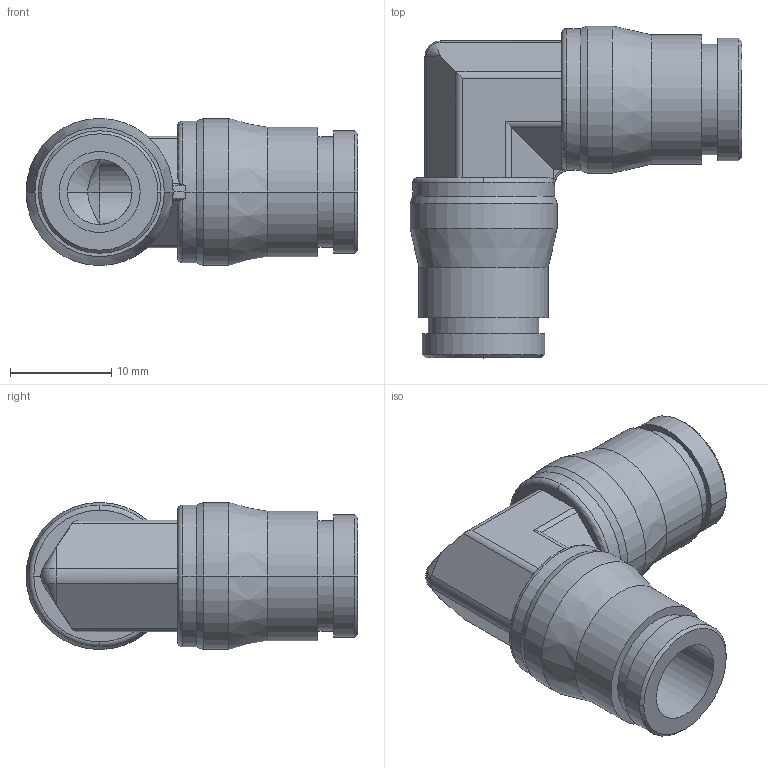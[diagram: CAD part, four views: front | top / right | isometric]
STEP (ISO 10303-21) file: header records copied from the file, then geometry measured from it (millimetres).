
FILE_DESCRIPTION(('STEP AP214'),'1');
FILE_NAME('3802_08_00.stp','2016-07-07T14:26:38',('TraceParts'),('TraceParts S.A.'),'Spatial InterOp 3D',' ',' ');
FILE_SCHEMA(('automotive_design'));
Length unit declared in the file: millimetre
Products named in the file (1): 1
Bounding box: 32.77 x 32.77 x 14.53 mm (x, y, z)
Volume: 4085.1 mm3; surface area: 3559.6 mm2
Topology: 1 solids, 1 shells, 97 faces, 231 edges, 140 vertices
Faces by surface type: cylinder 38, cone 26, plane 22, torus 11
Entity records: 7705 total; most frequent: CARTESIAN_POINT 5476, DIRECTION 482, ORIENTED_EDGE 458, EDGE_CURVE 229, AXIS2_PLACEMENT_3D 200, VERTEX_POINT 140, EDGE_LOOP 105, ADVANCED_FACE 97
